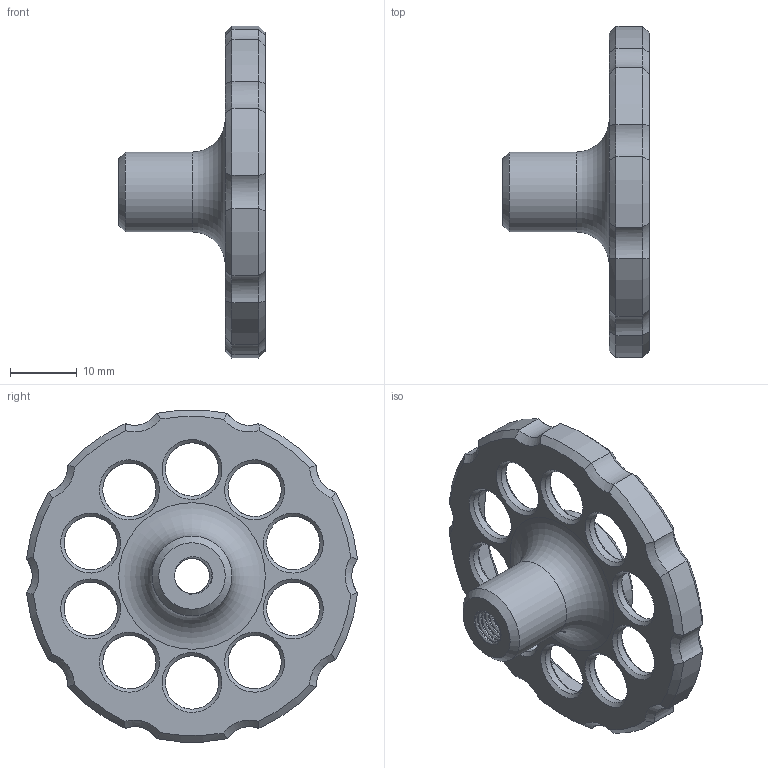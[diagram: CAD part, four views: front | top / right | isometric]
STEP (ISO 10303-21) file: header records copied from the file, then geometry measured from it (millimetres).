
FILE_DESCRIPTION(/* description */ (''),/* implementation_level */ '2;1');
FILE_NAME(/* name */ 'Roue serrage v8.step',/* time_stamp */ '2020-05-15T18:29:54+02:00',/* author */ (''),/* organization */ (''),/* preprocessor_version */ 'ST-DEVELOPER v18.1',/* originating_system */ 'Autodesk Translation Framework v9.2.0.1227',/* authorisation */ '');
FILE_SCHEMA (('AUTOMOTIVE_DESIGN { 1 0 10303 214 3 1 1 }'));
Length unit declared in the file: millimetre
Products named in the file (1): Roue serrage
Bounding box: 22 x 49.75 x 49.87 mm (x, y, z)
Volume: 7302.5 mm3; surface area: 5819.8 mm2
Topology: 1 solids, 1 shells, 178 faces, 446 edges, 272 vertices
Faces by surface type: cylinder 107, cone 44, bspline 22, plane 4, torus 1
Full cylindrical faces by diameter (mm): 5.283 x35, 6.12 x35, 8 x10, 12 x1, 20 x1, 43 x1
Entity records: 10802 total; most frequent: CARTESIAN_POINT 6878, ORIENTED_EDGE 904, DIRECTION 649, EDGE_CURVE 452, VERTEX_POINT 278, AXIS2_PLACEMENT_3D 257, B_SPLINE_CURVE_WITH_KNOTS 217, EDGE_LOOP 202
